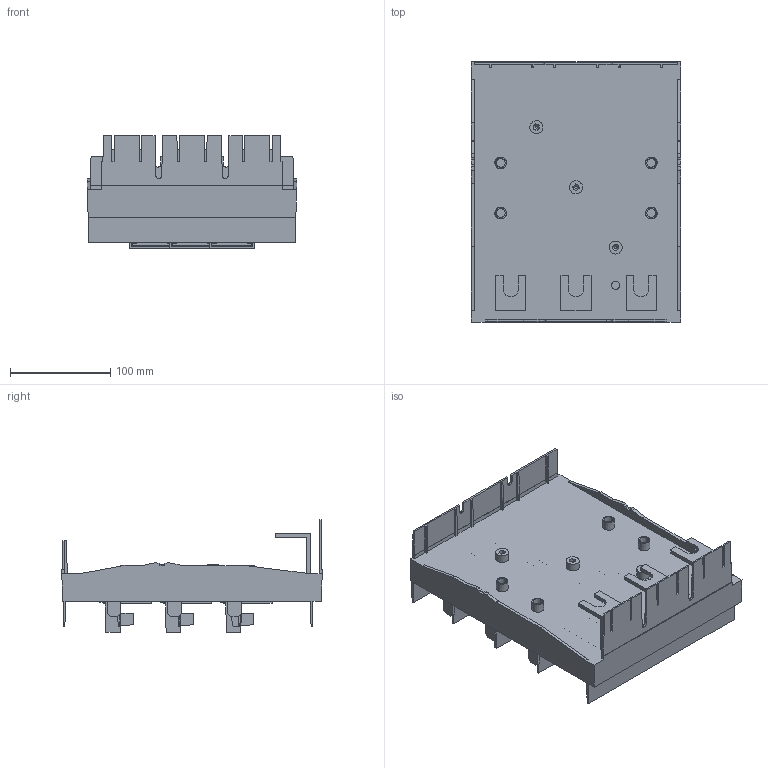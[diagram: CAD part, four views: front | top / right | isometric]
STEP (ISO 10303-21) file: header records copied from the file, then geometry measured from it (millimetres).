
FILE_DESCRIPTION((''),'2;1');
FILE_NAME('82','2024-01-04T17:48:52',('20724'),(''),'CREO PARAMETRIC BY PTC INC, 2016390','CREO PARAMETRIC BY PTC INC, 2016390','');
FILE_SCHEMA(('AUTOMOTIVE_DESIGN { 1 0 10303 214 1 1 1 1 }'));
Length unit declared in the file: millimetre
Products named in the file (1): 82
Bounding box: 209.01 x 259.65 x 112.5 mm (x, y, z)
Surface area: 281209.6 mm2 (no closed solid volume)
Topology: 0 solids, 22 shells, 515 faces, 1660 edges, 1182 vertices
Faces by surface type: plane 418, cylinder 65, cone 32
Entity records: 23425 total; most frequent: CARTESIAN_POINT 4212, ORIENTED_EDGE 3016, DIRECTION 2668, EDGE_CURVE 1660, PRESENTATION_STYLE_ASSIGNMENT 1507, STYLED_ITEM 1507, CURVE_STYLE 1457, VECTOR 1312
